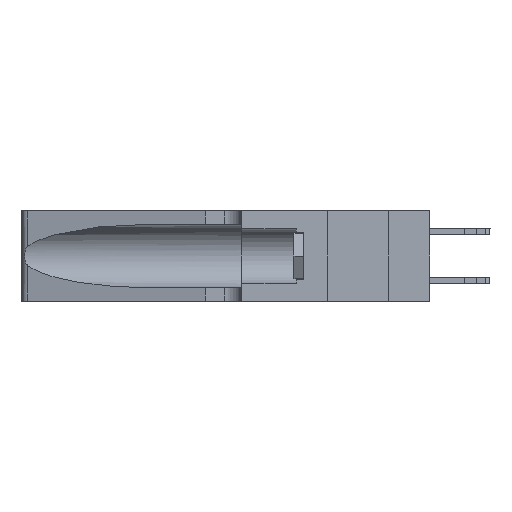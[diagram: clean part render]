
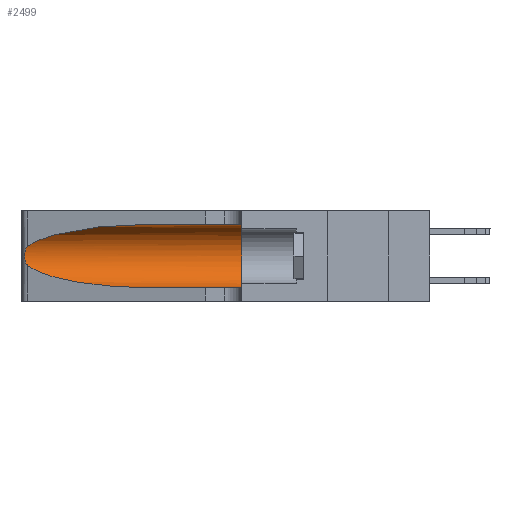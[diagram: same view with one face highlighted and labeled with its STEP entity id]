
A CAD part, left-side view. The second image highlights one B-rep face of the part: STEP entity #2499.
In plain terms, the highlighted cylindrical face has radius 3.308 mm (diameter 6.617 mm), a partial arc.
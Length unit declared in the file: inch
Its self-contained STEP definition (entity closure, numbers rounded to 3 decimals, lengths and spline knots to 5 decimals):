
#983 = CARTESIAN_POINT ( 'NONE',  ( 0.25639, 1.23186, 0.15144 ) ) ;
#1073 = CARTESIAN_POINT ( 'NONE',  ( 0.1305, 1.61858, 0.31525 ) ) ;
#1131 = EDGE_CURVE ( 'NONE', #30350, #17853, #4313, .T. ) ;
#1174 = CARTESIAN_POINT ( 'NONE',  ( 0.25787, 1.23484, 0.2124 ) ) ;
#1379 = EDGE_CURVE ( 'NONE', #9976, #24348, #24133, .T. ) ;
#2371 = CARTESIAN_POINT ( 'NONE',  ( 0.2373, 1.15595, 0.28018 ) ) ;
#2499 = ADVANCED_FACE ( 'NONE', ( #9771 ), #9058, .F. ) ;
#2609 = CARTESIAN_POINT ( 'NONE',  ( 0.18966, 0.96281, 0.05475 ) ) ;
#2952 = AXIS2_PLACEMENT_3D ( 'NONE', #5478, #13888, #6194 ) ;
#4313 = CIRCLE ( 'NONE', #17482, 0.13025 ) ;
#5069 = CARTESIAN_POINT ( 'NONE',  ( 0.25487, 1.22718, 0.14631 ) ) ;
#5478 = CARTESIAN_POINT ( 'NONE',  ( 0.1305, 1.61858, 0.185 ) ) ;
#5493 = CARTESIAN_POINT ( 'NONE',  ( 0.25555, 1.22993, 0.14849 ) ) ;
#5585 = CARTESIAN_POINT ( 'NONE',  ( 0.25639, 1.23184, 0.21858 ) ) ;
#6194 = DIRECTION ( 'NONE',  ( 0., 0., -1. ) ) ;
#7496 = CARTESIAN_POINT ( 'NONE',  ( 0.1305, 0.35, 0.185 ) ) ;
#8177 = CARTESIAN_POINT ( 'NONE',  ( 0.26018, 1.23835, 0.19895 ) ) ;
#9058 = CYLINDRICAL_SURFACE ( 'NONE', #2952, 0.13025 ) ;
#9641 = ORIENTED_EDGE ( 'NONE', *, *, #1379, .T. ) ;
#9757 = ORIENTED_EDGE ( 'NONE', *, *, #15335, .T. ) ;
#9771 = FACE_OUTER_BOUND ( 'NONE', #15625, .T. ) ;
#9976 = VERTEX_POINT ( 'NONE', #11711 ) ;
#10900 = ORIENTED_EDGE ( 'NONE', *, *, #21486, .T. ) ;
#11711 = CARTESIAN_POINT ( 'NONE',  ( 0.25487, 1.22718, 0.14631 ) ) ;
#11904 = VERTEX_POINT ( 'NONE', #25302 ) ;
#12150 =( BOUNDED_CURVE ( )  B_SPLINE_CURVE ( 3, ( #28153, #16593, #2371, #16392 ),
 .UNSPECIFIED., .F., .F. ) 
 B_SPLINE_CURVE_WITH_KNOTS ( ( 4, 4 ),
 ( 1.5708, 2.84003 ),
 .UNSPECIFIED. ) 
 CURVE ( )  GEOMETRIC_REPRESENTATION_ITEM ( )  RATIONAL_B_SPLINE_CURVE ( ( 1., 0.87, 0.87, 1. ) ) 
 REPRESENTATION_ITEM ( '' )  );
#12506 = EDGE_CURVE ( 'NONE', #11904, #30350, #16251, .T. ) ;
#12594 = ORIENTED_EDGE ( 'NONE', *, *, #1131, .F. ) ;
#12619 = CARTESIAN_POINT ( 'NONE',  ( 0.26075, 1.23896, 0.178 ) ) ;
#13888 = DIRECTION ( 'NONE',  ( 0., -1., 0. ) ) ;
#14553 = DIRECTION ( 'NONE',  ( 0., 0., 1. ) ) ;
#15153 = CARTESIAN_POINT ( 'NONE',  ( 0.26017, 1.23833, 0.17102 ) ) ;
#15335 = EDGE_CURVE ( 'NONE', #24348, #17853, #18231, .T. ) ;
#15625 = EDGE_LOOP ( 'NONE', ( #17879, #10900, #9641, #9757, #12594, #21477 ) ) ;
#16251 = LINE ( 'NONE', #1073, #27107 ) ;
#16313 = EDGE_CURVE ( 'NONE', #11904, #29823, #12150, .T. ) ;
#16392 = CARTESIAN_POINT ( 'NONE',  ( 0.25487, 1.22718, 0.22369 ) ) ;
#16410 = B_SPLINE_CURVE_WITH_KNOTS ( 'NONE', 3,
 ( #24656, #22396, #5585, #1174, #26933, #8177, #26829, #12619, #15153, #17882, #17787, #983, #5493, #17577 ),
 .UNSPECIFIED., .F., .F.,
 ( 4, 2, 2, 2, 2, 2, 4 ),
 ( 0., 0.00027, 0.00053, 0.00107, 0.0016, 0.00187, 0.00214 ),
 .UNSPECIFIED. ) ;
#16593 = CARTESIAN_POINT ( 'NONE',  ( 0.18966, 0.96281, 0.31525 ) ) ;
#17482 = AXIS2_PLACEMENT_3D ( 'NONE', #7496, #28755, #14553 ) ;
#17577 = CARTESIAN_POINT ( 'NONE',  ( 0.25487, 1.22718, 0.14631 ) ) ;
#17787 = CARTESIAN_POINT ( 'NONE',  ( 0.25789, 1.23486, 0.15765 ) ) ;
#17853 = VERTEX_POINT ( 'NONE', #24228 ) ;
#17879 = ORIENTED_EDGE ( 'NONE', *, *, #16313, .T. ) ;
#17882 = CARTESIAN_POINT ( 'NONE',  ( 0.25856, 1.23593, 0.16098 ) ) ;
#18231 = LINE ( 'NONE', #25853, #20043 ) ;
#20043 = VECTOR ( 'NONE', #23875, 39.37008 ) ;
#21477 = ORIENTED_EDGE ( 'NONE', *, *, #12506, .F. ) ;
#21486 = EDGE_CURVE ( 'NONE', #29823, #9976, #16410, .T. ) ;
#22280 = DIRECTION ( 'NONE',  ( 0., -1., 0. ) ) ;
#22396 = CARTESIAN_POINT ( 'NONE',  ( 0.25555, 1.22994, 0.2215 ) ) ;
#22553 = CARTESIAN_POINT ( 'NONE',  ( 0.1305, 0.35, 0.31525 ) ) ;
#23875 = DIRECTION ( 'NONE',  ( 0., -1., 0. ) ) ;
#24015 = CARTESIAN_POINT ( 'NONE',  ( 0.2373, 1.15595, 0.08982 ) ) ;
#24133 =( BOUNDED_CURVE ( )  B_SPLINE_CURVE ( 3, ( #5069, #24015, #2609, #28495 ),
 .UNSPECIFIED., .F., .T. ) 
 B_SPLINE_CURVE_WITH_KNOTS ( ( 4, 4 ),
 ( 3.44316, 4.71239 ),
 .UNSPECIFIED. ) 
 CURVE ( )  GEOMETRIC_REPRESENTATION_ITEM ( )  RATIONAL_B_SPLINE_CURVE ( ( 1., 0.87, 0.87, 1. ) ) 
 REPRESENTATION_ITEM ( '' )  );
#24228 = CARTESIAN_POINT ( 'NONE',  ( 0.1305, 0.35, 0.05475 ) ) ;
#24348 = VERTEX_POINT ( 'NONE', #30384 ) ;
#24656 = CARTESIAN_POINT ( 'NONE',  ( 0.25487, 1.22718, 0.22369 ) ) ;
#24861 = CARTESIAN_POINT ( 'NONE',  ( 0.25487, 1.22718, 0.22369 ) ) ;
#25302 = CARTESIAN_POINT ( 'NONE',  ( 0.1305, 0.72297, 0.31525 ) ) ;
#25853 = CARTESIAN_POINT ( 'NONE',  ( 0.1305, 1.61858, 0.05475 ) ) ;
#26829 = CARTESIAN_POINT ( 'NONE',  ( 0.26075, 1.23896, 0.19203 ) ) ;
#26933 = CARTESIAN_POINT ( 'NONE',  ( 0.25854, 1.2359, 0.20912 ) ) ;
#27107 = VECTOR ( 'NONE', #22280, 39.37008 ) ;
#28153 = CARTESIAN_POINT ( 'NONE',  ( 0.1305, 0.72297, 0.31525 ) ) ;
#28495 = CARTESIAN_POINT ( 'NONE',  ( 0.1305, 0.72297, 0.05475 ) ) ;
#28755 = DIRECTION ( 'NONE',  ( 0., 1., 0. ) ) ;
#29823 = VERTEX_POINT ( 'NONE', #24861 ) ;
#30350 = VERTEX_POINT ( 'NONE', #22553 ) ;
#30384 = CARTESIAN_POINT ( 'NONE',  ( 0.1305, 0.72297, 0.05475 ) ) ;
